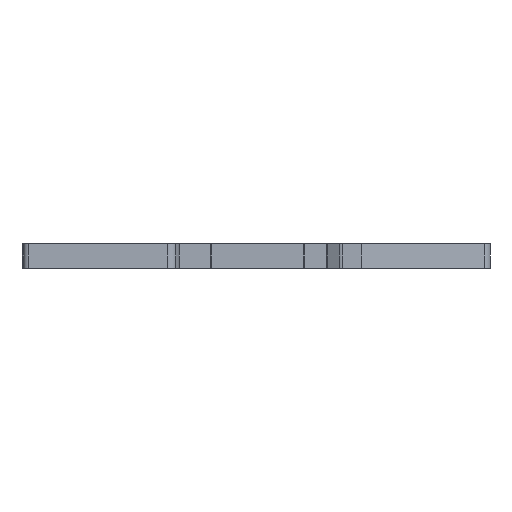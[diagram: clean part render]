
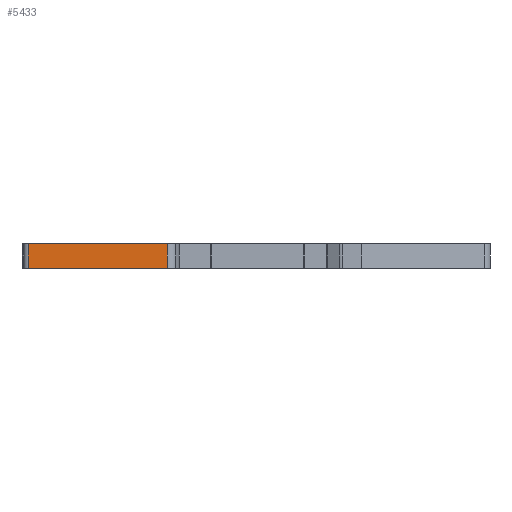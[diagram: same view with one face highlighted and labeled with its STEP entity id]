
A CAD part, front view. The second image highlights one B-rep face of the part: STEP entity #5433.
In plain terms, the highlighted planar face has unit normal (0, -1, 0).
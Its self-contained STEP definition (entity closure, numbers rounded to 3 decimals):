
#95=DIRECTION('',(1.,0.,0.));
#96=VECTOR('',#95,29.507);
#97=CARTESIAN_POINT('',(-48.35,-6.,-2.6));
#98=LINE('',#97,#96);
#1011=DIRECTION('',(1.,0.,0.));
#1012=VECTOR('',#1011,29.507);
#1013=CARTESIAN_POINT('',(-48.35,-6.,2.6));
#1014=LINE('',#1013,#1012);
#1968=DIRECTION('',(0.,0.,1.));
#1969=VECTOR('',#1968,5.2);
#1970=CARTESIAN_POINT('',(-48.35,-6.,-2.6));
#1971=LINE('',#1970,#1969);
#3092=DIRECTION('',(0.,0.,1.));
#3093=VECTOR('',#3092,5.2);
#3094=CARTESIAN_POINT('',(-18.843,-6.,-2.6));
#3095=LINE('',#3094,#3093);
#3334=CARTESIAN_POINT('',(-48.35,-6.,-2.6));
#3335=CARTESIAN_POINT('',(-18.843,-6.,-2.6));
#3336=VERTEX_POINT('',#3334);
#3337=VERTEX_POINT('',#3335);
#3760=CARTESIAN_POINT('',(-48.35,-6.,2.6));
#3761=CARTESIAN_POINT('',(-18.843,-6.,2.6));
#3762=VERTEX_POINT('',#3760);
#3763=VERTEX_POINT('',#3761);
#5420=CARTESIAN_POINT('',(-48.35,-6.,-2.6));
#5421=DIRECTION('',(0.,-1.,0.));
#5422=DIRECTION('',(1.,0.,0.));
#5423=AXIS2_PLACEMENT_3D('',#5420,#5421,#5422);
#5424=PLANE('',#5423);
#5425=ORIENTED_EDGE('',*,*,#4421,.F.);
#5427=ORIENTED_EDGE('',*,*,#5426,.T.);
#5428=ORIENTED_EDGE('',*,*,#4990,.T.);
#5430=ORIENTED_EDGE('',*,*,#5429,.F.);
#5431=EDGE_LOOP('',(#5425,#5427,#5428,#5430));
#5432=FACE_OUTER_BOUND('',#5431,.F.);
#5433=ADVANCED_FACE('',(#5432),#5424,.T.);
#4421=EDGE_CURVE('',#3336,#3337,#98,.T.);
#4990=EDGE_CURVE('',#3762,#3763,#1014,.T.);
#5426=EDGE_CURVE('',#3336,#3762,#1971,.T.);
#5429=EDGE_CURVE('',#3337,#3763,#3095,.T.);
